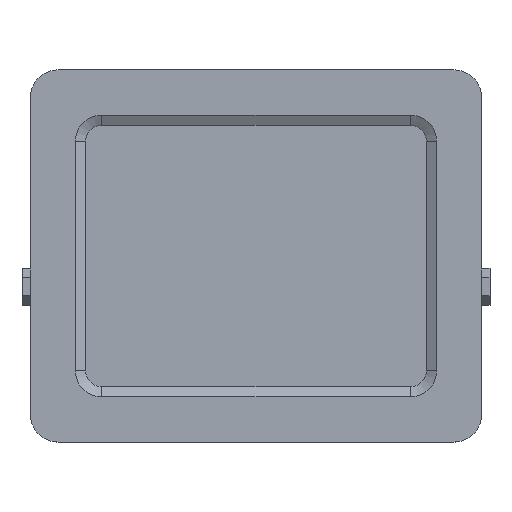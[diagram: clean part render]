
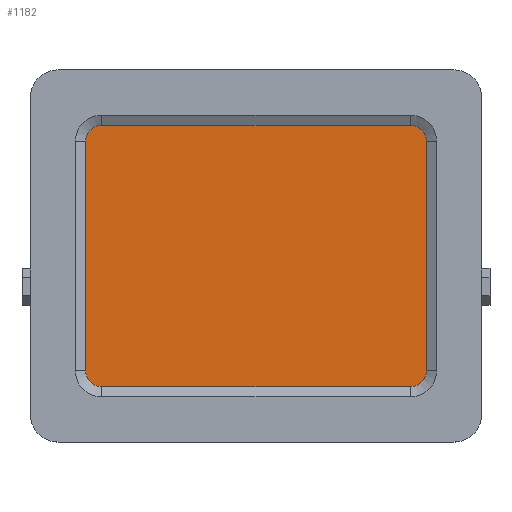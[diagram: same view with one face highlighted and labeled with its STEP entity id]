
A CAD part, top view. The second image highlights one B-rep face of the part: STEP entity #1182.
In plain terms, the highlighted planar face has unit normal (0, 0, 1).
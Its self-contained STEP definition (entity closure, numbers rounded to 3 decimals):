
#44 = CARTESIAN_POINT ( 'NONE',  ( 43., -29., 1.45 ) ) ;
#67 = CARTESIAN_POINT ( 'NONE',  ( 39., 33., 1.45 ) ) ;
#139 = DIRECTION ( 'NONE',  ( 0., 0., 1. ) ) ;
#195 = ORIENTED_EDGE ( 'NONE', *, *, #3926, .T. ) ;
#396 = CARTESIAN_POINT ( 'NONE',  ( -43., 29., 1.45 ) ) ;
#659 = DIRECTION ( 'NONE',  ( 0., 0., 1. ) ) ;
#676 = EDGE_CURVE ( 'NONE', #8448, #4299, #911, .T. ) ;
#830 = CARTESIAN_POINT ( 'NONE',  ( 39., 33., 1.45 ) ) ;
#911 = CIRCLE ( 'NONE', #8365, 4. ) ;
#986 = DIRECTION ( 'NONE',  ( -1., 0., 0. ) ) ;
#1182 = ADVANCED_FACE ( 'NONE', ( #2087 ), #4412, .F. ) ;
#1356 = CARTESIAN_POINT ( 'NONE',  ( 39., -29., 1.45 ) ) ;
#1648 = EDGE_CURVE ( 'NONE', #4865, #2131, #3091, .T. ) ;
#1795 = ORIENTED_EDGE ( 'NONE', *, *, #676, .T. ) ;
#2079 = DIRECTION ( 'NONE',  ( 1., 0., 0. ) ) ;
#2087 = FACE_OUTER_BOUND ( 'NONE', #7885, .T. ) ;
#2131 = VERTEX_POINT ( 'NONE', #4269 ) ;
#2482 = CARTESIAN_POINT ( 'NONE',  ( 43., 29., 1.45 ) ) ;
#2603 = LINE ( 'NONE', #4293, #4414 ) ;
#2782 = LINE ( 'NONE', #396, #5933 ) ;
#3091 = CIRCLE ( 'NONE', #8490, 4. ) ;
#3359 = VERTEX_POINT ( 'NONE', #2482 ) ;
#3563 = DIRECTION ( 'NONE',  ( 0., 0., 1. ) ) ;
#3585 = DIRECTION ( 'NONE',  ( -1., 0., 0. ) ) ;
#3604 = CARTESIAN_POINT ( 'NONE',  ( -39., 33., 1.45 ) ) ;
#3664 = ORIENTED_EDGE ( 'NONE', *, *, #7822, .T. ) ;
#3926 = EDGE_CURVE ( 'NONE', #2131, #8448, #2782, .T. ) ;
#4201 = EDGE_CURVE ( 'NONE', #3359, #4510, #9752, .T. ) ;
#4269 = CARTESIAN_POINT ( 'NONE',  ( -43., 29., 1.45 ) ) ;
#4293 = CARTESIAN_POINT ( 'NONE',  ( 39., -33., 1.45 ) ) ;
#4299 = VERTEX_POINT ( 'NONE', #5855 ) ;
#4412 = PLANE ( 'NONE',  #8870 ) ;
#4414 = VECTOR ( 'NONE', #8771, 1000. ) ;
#4510 = VERTEX_POINT ( 'NONE', #830 ) ;
#4649 = AXIS2_PLACEMENT_3D ( 'NONE', #7137, #139, #986 ) ;
#4860 = CARTESIAN_POINT ( 'NONE',  ( 39., -33., 1.45 ) ) ;
#4865 = VERTEX_POINT ( 'NONE', #3604 ) ;
#4908 = VECTOR ( 'NONE', #6318, 1000. ) ;
#5012 = DIRECTION ( 'NONE',  ( 0., 0., 1. ) ) ;
#5056 = DIRECTION ( 'NONE',  ( 0., 0., -1. ) ) ;
#5660 = DIRECTION ( 'NONE',  ( -1., 0., 0. ) ) ;
#5694 = CIRCLE ( 'NONE', #6804, 4. ) ;
#5784 = ORIENTED_EDGE ( 'NONE', *, *, #4201, .T. ) ;
#5855 = CARTESIAN_POINT ( 'NONE',  ( -39., -33., 1.45 ) ) ;
#5933 = VECTOR ( 'NONE', #6559, 1000. ) ;
#6035 = ORIENTED_EDGE ( 'NONE', *, *, #1648, .T. ) ;
#6179 = EDGE_CURVE ( 'NONE', #4510, #4865, #8463, .T. ) ;
#6263 = DIRECTION ( 'NONE',  ( 0., 1., 0. ) ) ;
#6318 = DIRECTION ( 'NONE',  ( -1., 0., 0. ) ) ;
#6559 = DIRECTION ( 'NONE',  ( 0., -1., 0. ) ) ;
#6735 = VERTEX_POINT ( 'NONE', #4860 ) ;
#6796 = ORIENTED_EDGE ( 'NONE', *, *, #6826, .T. ) ;
#6804 = AXIS2_PLACEMENT_3D ( 'NONE', #1356, #659, #3585 ) ;
#6826 = EDGE_CURVE ( 'NONE', #6735, #6944, #5694, .T. ) ;
#6944 = VERTEX_POINT ( 'NONE', #44 ) ;
#7108 = VECTOR ( 'NONE', #6263, 1000. ) ;
#7137 = CARTESIAN_POINT ( 'NONE',  ( 39., 29., 1.45 ) ) ;
#7152 = CARTESIAN_POINT ( 'NONE',  ( -39., -29., 1.45 ) ) ;
#7217 = EDGE_CURVE ( 'NONE', #4299, #6735, #2603, .T. ) ;
#7335 = CARTESIAN_POINT ( 'NONE',  ( -39., 29., 1.45 ) ) ;
#7516 = ORIENTED_EDGE ( 'NONE', *, *, #7217, .T. ) ;
#7822 = EDGE_CURVE ( 'NONE', #6944, #3359, #9294, .T. ) ;
#7885 = EDGE_LOOP ( 'NONE', ( #1795, #7516, #6796, #3664, #5784, #8591, #6035, #195 ) ) ;
#8365 = AXIS2_PLACEMENT_3D ( 'NONE', #7152, #5012, #5660 ) ;
#8448 = VERTEX_POINT ( 'NONE', #9500 ) ;
#8463 = LINE ( 'NONE', #67, #4908 ) ;
#8490 = AXIS2_PLACEMENT_3D ( 'NONE', #7335, #3563, #2079 ) ;
#8591 = ORIENTED_EDGE ( 'NONE', *, *, #6179, .T. ) ;
#8771 = DIRECTION ( 'NONE',  ( 1., 0., 0. ) ) ;
#8838 = CARTESIAN_POINT ( 'NONE',  ( -39., -29., 1.45 ) ) ;
#8870 = AXIS2_PLACEMENT_3D ( 'NONE', #8838, #5056, #9034 ) ;
#9034 = DIRECTION ( 'NONE',  ( -1., 0., 0. ) ) ;
#9148 = CARTESIAN_POINT ( 'NONE',  ( 43., 29., 1.45 ) ) ;
#9294 = LINE ( 'NONE', #9148, #7108 ) ;
#9500 = CARTESIAN_POINT ( 'NONE',  ( -43., -29., 1.45 ) ) ;
#9752 = CIRCLE ( 'NONE', #4649, 4. ) ;
